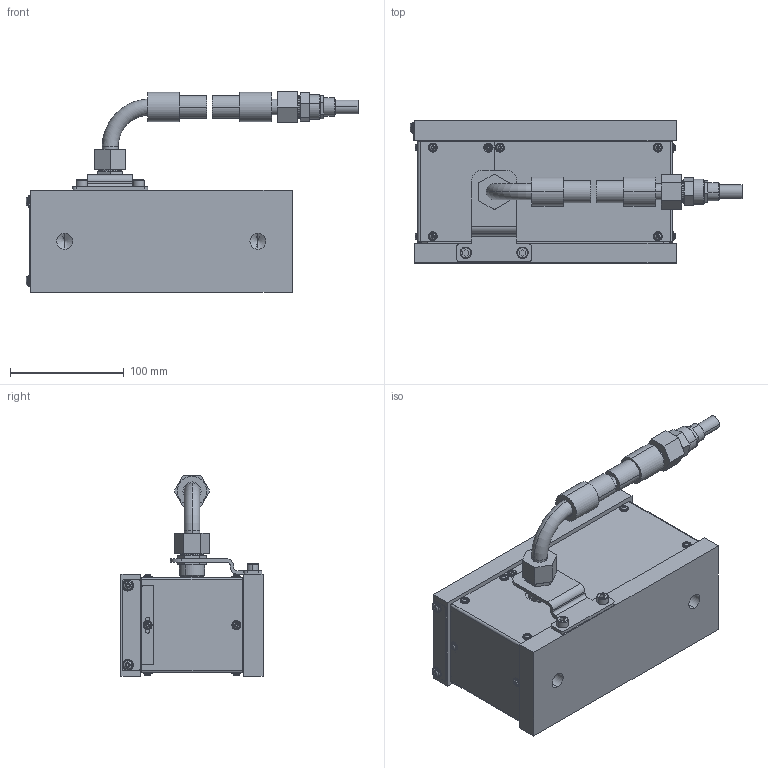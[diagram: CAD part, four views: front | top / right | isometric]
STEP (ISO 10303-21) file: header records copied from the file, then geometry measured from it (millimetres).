
FILE_DESCRIPTION (( 'STEP AP203' ), '1' );
FILE_NAME ('31101491_stp_-.step', '2020-02-17T15:51:00', ( '' ), ( '' ), 'SwSTEP 2.0', 'SolidWorks 2018', '' );
FILE_SCHEMA (( 'CONFIG_CONTROL_DESIGN' ));
Length unit declared in the file: millimetre
Products named in the file (16): 31101611_01; 31101461_stp_01; Zyl-Schr DIN912_M6x10; 31101498_01; Ls-Schr eco-fix BN10649_M3x8; Ls-Schr eco-fix BN10649_M4x8; 31101497_01; 31101517_01; 31101516_01; Kabelverschraubung_M16x1-5_kurz_ohne Huelse_01; 31101515_01; Steuerkabel_12x20; 31101491_stp_-; 31101504_01; Hydraulikschlauch_01; 31101490_01
Assembly tree (40 placements, depth 2):
  31101491_stp_-
    31101461_stp_01
    31101611_01
    31101516_01  x2
    31101515_01  x2
    31101490_01
    31101517_01
    31101498_01  x2
    31101504_01
    Hydraulikschlauch_01
    Kabelverschraubung_M16x1-5_kurz_ohne Huelse_01  x2
    Ls-Schr eco-fix BN10649_M3x8  x20
    Ls-Schr eco-fix BN10649_M4x8  x2
    Zyl-Schr DIN912_M6x10  x2
    Steuerkabel_12x20
    31101497_01
Bounding box: 292 x 125 x 176.5 mm (x, y, z)
Volume: 2417721.6 mm3; surface area: 430459.3 mm2
Topology: 49 solids, 49 shells, 1509 faces, 3645 edges, 2291 vertices
Faces by surface type: cylinder 911, plane 370, cone 120, torus 106, bspline 2
Entity records: 21265 total; most frequent: DIRECTION 3601, CARTESIAN_POINT 3172, ORIENTED_EDGE 3002, EDGE_CURVE 1501, AXIS2_PLACEMENT_3D 1402, VERTEX_POINT 943, EDGE_LOOP 802, VECTOR 797
